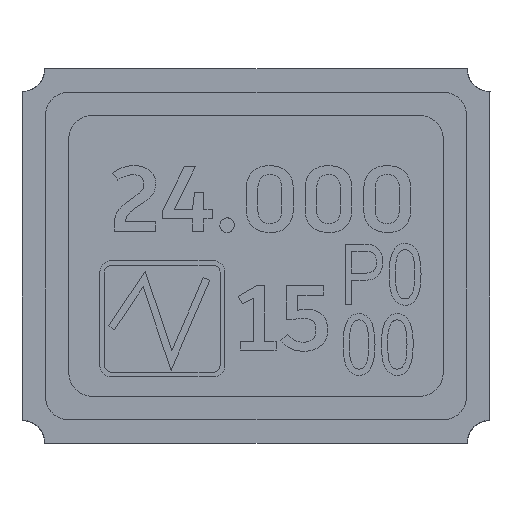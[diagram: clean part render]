
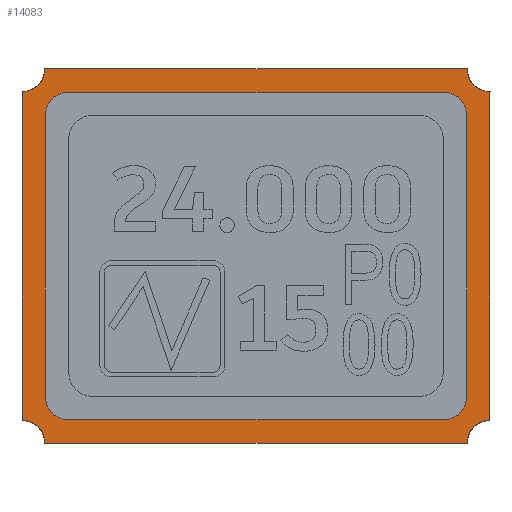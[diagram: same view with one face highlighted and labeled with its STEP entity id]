
A CAD part, top view. The second image highlights one B-rep face of the part: STEP entity #14083.
In plain terms, the highlighted planar face has unit normal (0, 0, 1).
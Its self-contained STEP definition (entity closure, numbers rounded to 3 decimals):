
#66 = DIRECTION ( 'NONE',  ( 0., -1., 0. ) ) ;
#276 = EDGE_CURVE ( 'NONE', #11745, #7249, #11094, .T. ) ;
#584 = VECTOR ( 'NONE', #7976, 1000. ) ;
#688 = DIRECTION ( 'NONE',  ( 1., 0., 0. ) ) ;
#798 = AXIS2_PLACEMENT_3D ( 'NONE', #4598, #2179, #12954 ) ;
#802 = CIRCLE ( 'NONE', #9025, 0.1 ) ;
#873 = LINE ( 'NONE', #5641, #11653 ) ;
#929 = VERTEX_POINT ( 'NONE', #13534 ) ;
#943 = VERTEX_POINT ( 'NONE', #1518 ) ;
#951 = VECTOR ( 'NONE', #13608, 1000. ) ;
#973 = EDGE_CURVE ( 'NONE', #15258, #7249, #873, .T. ) ;
#1152 = ORIENTED_EDGE ( 'NONE', *, *, #3773, .F. ) ;
#1204 = CARTESIAN_POINT ( 'NONE',  ( -0.9, 0.7, 0.3 ) ) ;
#1276 = EDGE_CURVE ( 'NONE', #9831, #3997, #7822, .T. ) ;
#1454 = CARTESIAN_POINT ( 'NONE',  ( -1., 0.8, 0.3 ) ) ;
#1518 = CARTESIAN_POINT ( 'NONE',  ( -0.8, 0.7, 0.3 ) ) ;
#1705 = ORIENTED_EDGE ( 'NONE', *, *, #13164, .T. ) ;
#1913 = CARTESIAN_POINT ( 'NONE',  ( 0.8, -0.7, 0.3 ) ) ;
#1989 = EDGE_CURVE ( 'NONE', #9831, #4434, #14773, .T. ) ;
#2171 = CARTESIAN_POINT ( 'NONE',  ( 0., 0., 0.3 ) ) ;
#2179 = DIRECTION ( 'NONE',  ( 0., 0., -1. ) ) ;
#2342 = AXIS2_PLACEMENT_3D ( 'NONE', #14272, #13961, #3274 ) ;
#2632 = EDGE_LOOP ( 'NONE', ( #13963, #10600, #14296, #6148, #1152, #13689, #5810, #14017 ) ) ;
#2778 = DIRECTION ( 'NONE',  ( 0., 0., 1. ) ) ;
#2836 = FACE_BOUND ( 'NONE', #2632, .T. ) ;
#3017 = VERTEX_POINT ( 'NONE', #14875 ) ;
#3274 = DIRECTION ( 'NONE',  ( 1., 0., 0. ) ) ;
#3394 = EDGE_CURVE ( 'NONE', #15258, #3997, #4189, .T. ) ;
#3577 = CARTESIAN_POINT ( 'NONE',  ( -0.9, -0.6, 0.3 ) ) ;
#3703 = AXIS2_PLACEMENT_3D ( 'NONE', #9607, #13285, #5011 ) ;
#3746 = CARTESIAN_POINT ( 'NONE',  ( -0.902, 0.8, 0.3 ) ) ;
#3773 = EDGE_CURVE ( 'NONE', #12430, #943, #6052, .T. ) ;
#3812 = EDGE_CURVE ( 'NONE', #3017, #5684, #13675, .T. ) ;
#3914 = EDGE_CURVE ( 'NONE', #11745, #6693, #7610, .T. ) ;
#3997 = VERTEX_POINT ( 'NONE', #7993 ) ;
#4045 = EDGE_CURVE ( 'NONE', #10281, #13885, #9472, .T. ) ;
#4054 = EDGE_CURVE ( 'NONE', #12310, #6693, #14922, .T. ) ;
#4123 = VERTEX_POINT ( 'NONE', #12502 ) ;
#4189 = CIRCLE ( 'NONE', #3703, 0.098 ) ;
#4430 = DIRECTION ( 'NONE',  ( 0., 0., -1. ) ) ;
#4434 = VERTEX_POINT ( 'NONE', #15379 ) ;
#4484 = ORIENTED_EDGE ( 'NONE', *, *, #4054, .F. ) ;
#4598 = CARTESIAN_POINT ( 'NONE',  ( 0.8, 0.6, 0.3 ) ) ;
#4750 = CARTESIAN_POINT ( 'NONE',  ( 0.9, 0.7, 0.3 ) ) ;
#4799 = DIRECTION ( 'NONE',  ( -1., 0., 0. ) ) ;
#5011 = DIRECTION ( 'NONE',  ( -1., 0., 0. ) ) ;
#5180 = ORIENTED_EDGE ( 'NONE', *, *, #973, .T. ) ;
#5318 = VECTOR ( 'NONE', #12866, 1000. ) ;
#5393 = DIRECTION ( 'NONE',  ( 1., 0., 0. ) ) ;
#5603 = FACE_OUTER_BOUND ( 'NONE', #13721, .T. ) ;
#5641 = CARTESIAN_POINT ( 'NONE',  ( 1., 0.8, 0.3 ) ) ;
#5684 = VERTEX_POINT ( 'NONE', #1913 ) ;
#5748 = CARTESIAN_POINT ( 'NONE',  ( -1., 0.702, 0.3 ) ) ;
#5810 = ORIENTED_EDGE ( 'NONE', *, *, #13882, .F. ) ;
#6052 = LINE ( 'NONE', #1204, #9172 ) ;
#6148 = ORIENTED_EDGE ( 'NONE', *, *, #10886, .T. ) ;
#6198 = VECTOR ( 'NONE', #10639, 1000. ) ;
#6693 = VERTEX_POINT ( 'NONE', #3746 ) ;
#6719 = ORIENTED_EDGE ( 'NONE', *, *, #276, .F. ) ;
#6771 = PLANE ( 'NONE',  #11309 ) ;
#6847 = LINE ( 'NONE', #4750, #5318 ) ;
#7249 = VERTEX_POINT ( 'NONE', #13937 ) ;
#7549 = VECTOR ( 'NONE', #66, 1000. ) ;
#7610 = LINE ( 'NONE', #10877, #951 ) ;
#7643 = CARTESIAN_POINT ( 'NONE',  ( 1., 0.8, 0.3 ) ) ;
#7754 = ORIENTED_EDGE ( 'NONE', *, *, #1989, .F. ) ;
#7822 = LINE ( 'NONE', #13670, #14251 ) ;
#7876 = DIRECTION ( 'NONE',  ( 0., 0., 1. ) ) ;
#7976 = DIRECTION ( 'NONE',  ( 1., 0., 0. ) ) ;
#7993 = CARTESIAN_POINT ( 'NONE',  ( 0.902, -0.8, 0.3 ) ) ;
#8133 = CARTESIAN_POINT ( 'NONE',  ( 0.902, 0.8, 0.3 ) ) ;
#8188 = AXIS2_PLACEMENT_3D ( 'NONE', #9539, #11894, #12903 ) ;
#8369 = AXIS2_PLACEMENT_3D ( 'NONE', #7643, #7876, #14821 ) ;
#8388 = EDGE_CURVE ( 'NONE', #4123, #5684, #13984, .T. ) ;
#8449 = AXIS2_PLACEMENT_3D ( 'NONE', #10798, #4430, #12710 ) ;
#8533 = CIRCLE ( 'NONE', #798, 0.1 ) ;
#8696 = CARTESIAN_POINT ( 'NONE',  ( -1., -0.8, 0.3 ) ) ;
#9025 = AXIS2_PLACEMENT_3D ( 'NONE', #14970, #10127, #14894 ) ;
#9074 = ORIENTED_EDGE ( 'NONE', *, *, #3394, .F. ) ;
#9172 = VECTOR ( 'NONE', #4799, 1000. ) ;
#9472 = LINE ( 'NONE', #11961, #6198 ) ;
#9539 = CARTESIAN_POINT ( 'NONE',  ( -1., 0.8, 0.3 ) ) ;
#9607 = CARTESIAN_POINT ( 'NONE',  ( 1., -0.8, 0.3 ) ) ;
#9831 = VERTEX_POINT ( 'NONE', #11638 ) ;
#10034 = AXIS2_PLACEMENT_3D ( 'NONE', #8696, #2778, #12308 ) ;
#10127 = DIRECTION ( 'NONE',  ( 0., 0., -1. ) ) ;
#10281 = VERTEX_POINT ( 'NONE', #11758 ) ;
#10412 = DIRECTION ( 'NONE',  ( 0., 1., 0. ) ) ;
#10600 = ORIENTED_EDGE ( 'NONE', *, *, #13925, .T. ) ;
#10639 = DIRECTION ( 'NONE',  ( 0., -1., 0. ) ) ;
#10798 = CARTESIAN_POINT ( 'NONE',  ( 0.8, -0.6, 0.3 ) ) ;
#10877 = CARTESIAN_POINT ( 'NONE',  ( -1., 0.8, 0.3 ) ) ;
#10886 = EDGE_CURVE ( 'NONE', #10281, #943, #802, .T. ) ;
#10888 = CARTESIAN_POINT ( 'NONE',  ( 0.8, 0.7, 0.3 ) ) ;
#11094 = CIRCLE ( 'NONE', #8369, 0.098 ) ;
#11309 = AXIS2_PLACEMENT_3D ( 'NONE', #2171, #11531, #688 ) ;
#11328 = ORIENTED_EDGE ( 'NONE', *, *, #1276, .T. ) ;
#11531 = DIRECTION ( 'NONE',  ( 0., 0., 1. ) ) ;
#11552 = CARTESIAN_POINT ( 'NONE',  ( 1., -0.702, 0.3 ) ) ;
#11638 = CARTESIAN_POINT ( 'NONE',  ( -0.902, -0.8, 0.3 ) ) ;
#11653 = VECTOR ( 'NONE', #10412, 1000. ) ;
#11745 = VERTEX_POINT ( 'NONE', #8133 ) ;
#11758 = CARTESIAN_POINT ( 'NONE',  ( -0.9, 0.6, 0.3 ) ) ;
#11894 = DIRECTION ( 'NONE',  ( 0., 0., 1. ) ) ;
#11961 = CARTESIAN_POINT ( 'NONE',  ( -0.9, 0.7, 0.3 ) ) ;
#12012 = EDGE_CURVE ( 'NONE', #12430, #929, #8533, .T. ) ;
#12308 = DIRECTION ( 'NONE',  ( 1., 0., 0. ) ) ;
#12310 = VERTEX_POINT ( 'NONE', #5748 ) ;
#12430 = VERTEX_POINT ( 'NONE', #10888 ) ;
#12502 = CARTESIAN_POINT ( 'NONE',  ( -0.8, -0.7, 0.3 ) ) ;
#12629 = ORIENTED_EDGE ( 'NONE', *, *, #3914, .T. ) ;
#12710 = DIRECTION ( 'NONE',  ( 1., 0., 0. ) ) ;
#12866 = DIRECTION ( 'NONE',  ( 0., 1., 0. ) ) ;
#12903 = DIRECTION ( 'NONE',  ( -1., 0., 0. ) ) ;
#12954 = DIRECTION ( 'NONE',  ( 1., 0., 0. ) ) ;
#13164 = EDGE_CURVE ( 'NONE', #12310, #4434, #14344, .T. ) ;
#13285 = DIRECTION ( 'NONE',  ( 0., 0., 1. ) ) ;
#13534 = CARTESIAN_POINT ( 'NONE',  ( 0.9, 0.6, 0.3 ) ) ;
#13549 = CIRCLE ( 'NONE', #2342, 0.1 ) ;
#13608 = DIRECTION ( 'NONE',  ( -1., 0., 0. ) ) ;
#13670 = CARTESIAN_POINT ( 'NONE',  ( -1., -0.8, 0.3 ) ) ;
#13675 = CIRCLE ( 'NONE', #8449, 0.1 ) ;
#13689 = ORIENTED_EDGE ( 'NONE', *, *, #12012, .T. ) ;
#13721 = EDGE_LOOP ( 'NONE', ( #9074, #5180, #6719, #12629, #4484, #1705, #7754, #11328 ) ) ;
#13882 = EDGE_CURVE ( 'NONE', #3017, #929, #6847, .T. ) ;
#13885 = VERTEX_POINT ( 'NONE', #3577 ) ;
#13899 = CARTESIAN_POINT ( 'NONE',  ( -0.9, -0.7, 0.3 ) ) ;
#13925 = EDGE_CURVE ( 'NONE', #4123, #13885, #13549, .T. ) ;
#13937 = CARTESIAN_POINT ( 'NONE',  ( 1., 0.702, 0.3 ) ) ;
#13961 = DIRECTION ( 'NONE',  ( 0., 0., -1. ) ) ;
#13963 = ORIENTED_EDGE ( 'NONE', *, *, #8388, .F. ) ;
#13984 = LINE ( 'NONE', #13899, #584 ) ;
#14017 = ORIENTED_EDGE ( 'NONE', *, *, #3812, .T. ) ;
#14083 = ADVANCED_FACE ( 'NONE', ( #5603, #2836 ), #6771, .T. ) ;
#14251 = VECTOR ( 'NONE', #5393, 1000. ) ;
#14272 = CARTESIAN_POINT ( 'NONE',  ( -0.8, -0.6, 0.3 ) ) ;
#14296 = ORIENTED_EDGE ( 'NONE', *, *, #4045, .F. ) ;
#14344 = LINE ( 'NONE', #1454, #7549 ) ;
#14773 = CIRCLE ( 'NONE', #10034, 0.098 ) ;
#14821 = DIRECTION ( 'NONE',  ( 1., 0., 0. ) ) ;
#14875 = CARTESIAN_POINT ( 'NONE',  ( 0.9, -0.6, 0.3 ) ) ;
#14894 = DIRECTION ( 'NONE',  ( 1., 0., 0. ) ) ;
#14922 = CIRCLE ( 'NONE', #8188, 0.098 ) ;
#14970 = CARTESIAN_POINT ( 'NONE',  ( -0.8, 0.6, 0.3 ) ) ;
#15258 = VERTEX_POINT ( 'NONE', #11552 ) ;
#15379 = CARTESIAN_POINT ( 'NONE',  ( -1., -0.702, 0.3 ) ) ;
